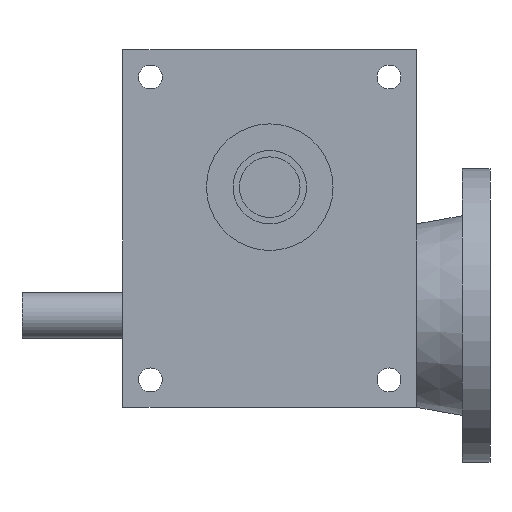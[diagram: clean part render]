
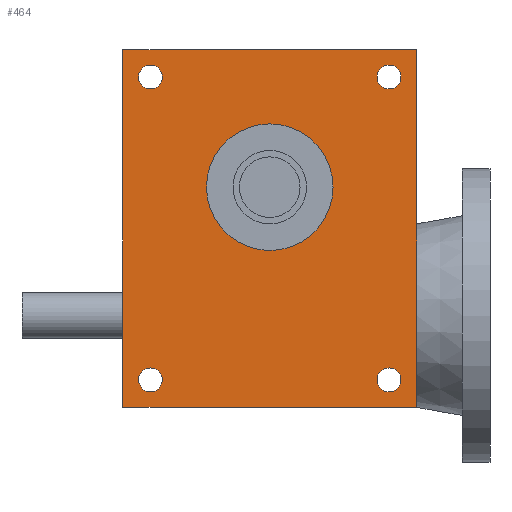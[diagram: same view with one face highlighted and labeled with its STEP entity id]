
A CAD part, front view. The second image highlights one B-rep face of the part: STEP entity #464.
In plain terms, the highlighted planar face has unit normal (0, -1, 0).
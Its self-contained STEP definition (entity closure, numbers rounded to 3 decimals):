
#464 = ADVANCED_FACE( '', ( #985, #986, #987, #988, #989, #990 ), #991, .F. );
#985 = FACE_BOUND( '', #1596, .T. );
#986 = FACE_BOUND( '', #1597, .T. );
#987 = FACE_BOUND( '', #1598, .T. );
#988 = FACE_BOUND( '', #1599, .T. );
#989 = FACE_BOUND( '', #1600, .T. );
#990 = FACE_OUTER_BOUND( '', #1601, .T. );
#991 = PLANE( '', #1602 );
#1596 = EDGE_LOOP( '', ( #2620 ) );
#1597 = EDGE_LOOP( '', ( #2621 ) );
#1598 = EDGE_LOOP( '', ( #2622 ) );
#1599 = EDGE_LOOP( '', ( #2623 ) );
#1600 = EDGE_LOOP( '', ( #2624 ) );
#1601 = EDGE_LOOP( '', ( #2625, #2626, #2627, #2628 ) );
#1602 = AXIS2_PLACEMENT_3D( '', #2629, #2630, #2631 );
#2620 = ORIENTED_EDGE( '', *, *, #3646, .T. );
#2621 = ORIENTED_EDGE( '', *, *, #3527, .T. );
#2622 = ORIENTED_EDGE( '', *, *, #3519, .T. );
#2623 = ORIENTED_EDGE( '', *, *, #3357, .T. );
#2624 = ORIENTED_EDGE( '', *, *, #3647, .T. );
#2625 = ORIENTED_EDGE( '', *, *, #3648, .T. );
#2626 = ORIENTED_EDGE( '', *, *, #3649, .F. );
#2627 = ORIENTED_EDGE( '', *, *, #3650, .F. );
#2628 = ORIENTED_EDGE( '', *, *, #3651, .T. );
#2629 = CARTESIAN_POINT( '', ( -80., -60., 97.5 ) );
#2630 = DIRECTION( '', ( 0., 1., 0. ) );
#2631 = DIRECTION( '', ( 0., 0., 1. ) );
#3357 = EDGE_CURVE( '', #3949, #3949, #3950, .T. );
#3519 = EDGE_CURVE( '', #4207, #4207, #4208, .T. );
#3527 = EDGE_CURVE( '', #4221, #4221, #4222, .T. );
#3646 = EDGE_CURVE( '', #4398, #4398, #4399, .T. );
#3647 = EDGE_CURVE( '', #4400, #4400, #4401, .T. );
#3648 = EDGE_CURVE( '', #4402, #4403, #4404, .T. );
#3649 = EDGE_CURVE( '', #4405, #4403, #4406, .T. );
#3650 = EDGE_CURVE( '', #4407, #4405, #4408, .T. );
#3651 = EDGE_CURVE( '', #4407, #4402, #4409, .T. );
#3949 = VERTEX_POINT( '', #4775 );
#3950 = CIRCLE( '', #4776, 6.5 );
#4207 = VERTEX_POINT( '', #5176 );
#4208 = CIRCLE( '', #5177, 6.5 );
#4221 = VERTEX_POINT( '', #5194 );
#4222 = CIRCLE( '', #5195, 6.5 );
#4398 = VERTEX_POINT( '', #5431 );
#4399 = CIRCLE( '', #5432, 6.5 );
#4400 = VERTEX_POINT( '', #5433 );
#4401 = CIRCLE( '', #5434, 34.5 );
#4402 = VERTEX_POINT( '', #5435 );
#4403 = VERTEX_POINT( '', #5436 );
#4404 = LINE( '', #5437, #5438 );
#4405 = VERTEX_POINT( '', #5439 );
#4406 = LINE( '', #5440, #5441 );
#4407 = VERTEX_POINT( '', #5442 );
#4408 = LINE( '', #5443, #5444 );
#4409 = LINE( '', #5445, #5446 );
#4775 = CARTESIAN_POINT( '', ( 71.5, -60., -82.5 ) );
#4776 = AXIS2_PLACEMENT_3D( '', #5783, #5784, #5785 );
#5176 = CARTESIAN_POINT( '', ( -58.5, -60., -82.5 ) );
#5177 = AXIS2_PLACEMENT_3D( '', #5980, #5981, #5982 );
#5194 = CARTESIAN_POINT( '', ( -58.5, -60., 82.5 ) );
#5195 = AXIS2_PLACEMENT_3D( '', #5990, #5991, #5992 );
#5431 = CARTESIAN_POINT( '', ( 71.5, -60., 82.5 ) );
#5432 = AXIS2_PLACEMENT_3D( '', #6146, #6147, #6148 );
#5433 = CARTESIAN_POINT( '', ( 34.5, -60., 22.5 ) );
#5434 = AXIS2_PLACEMENT_3D( '', #6149, #6150, #6151 );
#5435 = CARTESIAN_POINT( '', ( -80., -60., -97.5 ) );
#5436 = CARTESIAN_POINT( '', ( 80., -60., -97.5 ) );
#5437 = CARTESIAN_POINT( '', ( -80., -60., -97.5 ) );
#5438 = VECTOR( '', #6152, 1000. );
#5439 = CARTESIAN_POINT( '', ( 80., -60., 97.5 ) );
#5440 = CARTESIAN_POINT( '', ( 80., -60., 97.5 ) );
#5441 = VECTOR( '', #6153, 1000. );
#5442 = CARTESIAN_POINT( '', ( -80., -60., 97.5 ) );
#5443 = CARTESIAN_POINT( '', ( -80., -60., 97.5 ) );
#5444 = VECTOR( '', #6154, 1000. );
#5445 = CARTESIAN_POINT( '', ( -80., -60., 97.5 ) );
#5446 = VECTOR( '', #6155, 1000. );
#5783 = CARTESIAN_POINT( '', ( 65., -60., -82.5 ) );
#5784 = DIRECTION( '', ( 0., 1., 0. ) );
#5785 = DIRECTION( '', ( 1., 0., 0. ) );
#5980 = CARTESIAN_POINT( '', ( -65., -60., -82.5 ) );
#5981 = DIRECTION( '', ( 0., 1., 0. ) );
#5982 = DIRECTION( '', ( 1., 0., 0. ) );
#5990 = CARTESIAN_POINT( '', ( -65., -60., 82.5 ) );
#5991 = DIRECTION( '', ( 0., 1., 0. ) );
#5992 = DIRECTION( '', ( 1., 0., 0. ) );
#6146 = CARTESIAN_POINT( '', ( 65., -60., 82.5 ) );
#6147 = DIRECTION( '', ( 0., 1., 0. ) );
#6148 = DIRECTION( '', ( 1., 0., 0. ) );
#6149 = CARTESIAN_POINT( '', ( 0., -60., 22.5 ) );
#6150 = DIRECTION( '', ( 0., 1., 0. ) );
#6151 = DIRECTION( '', ( 1., 0., 0. ) );
#6152 = DIRECTION( '', ( 1., 0., 0. ) );
#6153 = DIRECTION( '', ( 0., 0., -1. ) );
#6154 = DIRECTION( '', ( 1., 0., 0. ) );
#6155 = DIRECTION( '', ( 0., 0., -1. ) );
